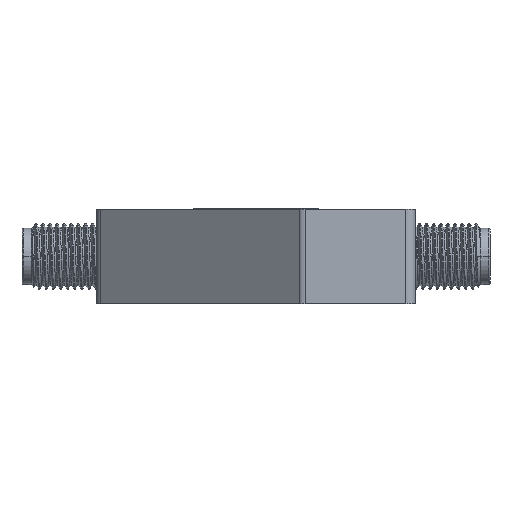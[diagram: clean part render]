
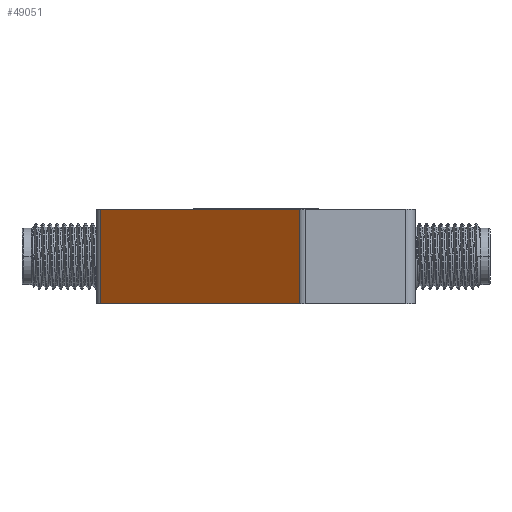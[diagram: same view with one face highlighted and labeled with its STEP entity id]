
A CAD part, left-side view. The second image highlights one B-rep face of the part: STEP entity #49051.
In plain terms, the highlighted planar face has unit normal (-0.784, 0.621, 0).
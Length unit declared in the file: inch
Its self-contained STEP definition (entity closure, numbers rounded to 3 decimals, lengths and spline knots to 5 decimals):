
#46 = DIRECTION ( 'NONE',  ( 0.621, 0.784, 0. ) ) ;
#1669 = CARTESIAN_POINT ( 'NONE',  ( -0.98544, -0.18121, -0.19685 ) ) ;
#2108 = DIRECTION ( 'NONE',  ( 0., 0., 1. ) ) ;
#7585 = CARTESIAN_POINT ( 'NONE',  ( -0.51693, 0.40979, 0.19685 ) ) ;
#8349 = CARTESIAN_POINT ( 'NONE',  ( -0.98544, -0.18121, 0.19685 ) ) ;
#8743 = EDGE_CURVE ( 'NONE', #51021, #35440, #51217, .T. ) ;
#12959 = AXIS2_PLACEMENT_3D ( 'NONE', #49379, #17723, #28632 ) ;
#14673 = ORIENTED_EDGE ( 'NONE', *, *, #29066, .F. ) ;
#17723 = DIRECTION ( 'NONE',  ( -0.784, 0.621, 0. ) ) ;
#18641 = DIRECTION ( 'NONE',  ( 0.621, 0.784, 0. ) ) ;
#18896 = CARTESIAN_POINT ( 'NONE',  ( -0.51693, 0.40979, -0.19685 ) ) ;
#20159 = ORIENTED_EDGE ( 'NONE', *, *, #8743, .T. ) ;
#21865 = VECTOR ( 'NONE', #2108, 39.37008 ) ;
#22357 = VERTEX_POINT ( 'NONE', #1669 ) ;
#23980 = VECTOR ( 'NONE', #18641, 39.37008 ) ;
#28632 = DIRECTION ( 'NONE',  ( 0., 0., 1. ) ) ;
#29066 = EDGE_CURVE ( 'NONE', #22357, #44099, #33682, .T. ) ;
#29710 = CARTESIAN_POINT ( 'NONE',  ( -0.32697, 0.64942, -0.19685 ) ) ;
#30369 = EDGE_LOOP ( 'NONE', ( #14673, #43852, #20159, #45132 ) ) ;
#33682 = LINE ( 'NONE', #18896, #23980 ) ;
#34086 = EDGE_CURVE ( 'NONE', #35440, #44099, #41417, .T. ) ;
#34512 = FACE_OUTER_BOUND ( 'NONE', #30369, .T. ) ;
#35440 = VERTEX_POINT ( 'NONE', #46119 ) ;
#37015 = DIRECTION ( 'NONE',  ( 0., 0., -1. ) ) ;
#37685 = LINE ( 'NONE', #45993, #21865 ) ;
#37777 = CARTESIAN_POINT ( 'NONE',  ( -0.32697, 0.64942, 0.19685 ) ) ;
#39746 = VECTOR ( 'NONE', #37015, 39.37008 ) ;
#40918 = VECTOR ( 'NONE', #46, 39.37008 ) ;
#41417 = LINE ( 'NONE', #37777, #39746 ) ;
#43852 = ORIENTED_EDGE ( 'NONE', *, *, #44402, .T. ) ;
#44099 = VERTEX_POINT ( 'NONE', #29710 ) ;
#44402 = EDGE_CURVE ( 'NONE', #22357, #51021, #37685, .T. ) ;
#45132 = ORIENTED_EDGE ( 'NONE', *, *, #34086, .T. ) ;
#45474 = PLANE ( 'NONE',  #12959 ) ;
#45993 = CARTESIAN_POINT ( 'NONE',  ( -0.98544, -0.18121, 0.19685 ) ) ;
#46119 = CARTESIAN_POINT ( 'NONE',  ( -0.32697, 0.64942, 0.19685 ) ) ;
#49051 = ADVANCED_FACE ( 'NONE', ( #34512 ), #45474, .T. ) ;
#49379 = CARTESIAN_POINT ( 'NONE',  ( -0.51693, 0.40979, 0.19685 ) ) ;
#51021 = VERTEX_POINT ( 'NONE', #8349 ) ;
#51217 = LINE ( 'NONE', #7585, #40918 ) ;
